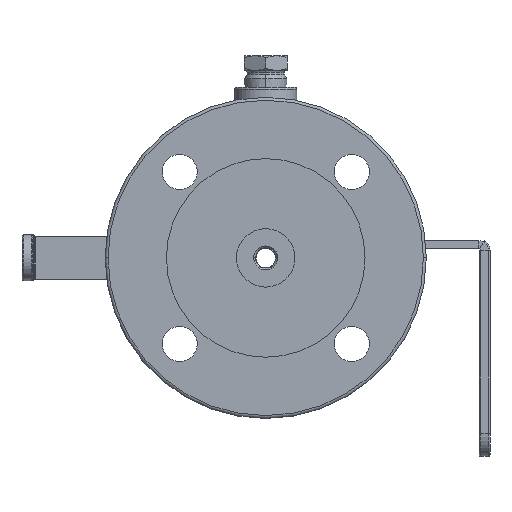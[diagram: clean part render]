
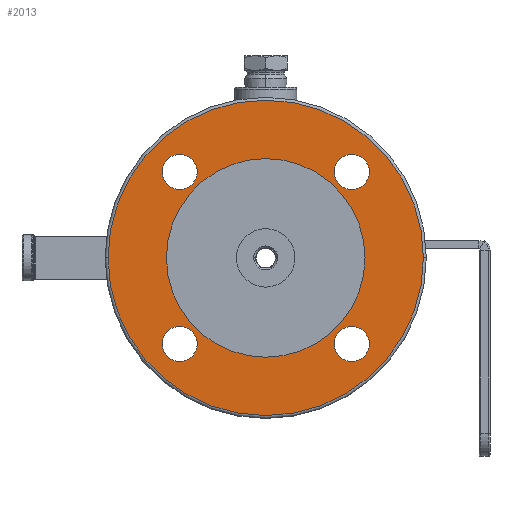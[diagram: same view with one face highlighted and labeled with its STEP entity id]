
A CAD part, left-side view. The second image highlights one B-rep face of the part: STEP entity #2013.
In plain terms, the highlighted planar face has unit normal (-1, 0, 0).
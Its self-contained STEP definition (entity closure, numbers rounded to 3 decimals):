
#435=CARTESIAN_POINT('',(-188.,0.,0.));
#436=DIRECTION('',(-1.,0.,0.));
#437=DIRECTION('',(0.,-1.,0.));
#438=AXIS2_PLACEMENT_3D('',#435,#436,#437);
#440=CARTESIAN_POINT('',(-188.,0.,0.));
#441=DIRECTION('',(-1.,0.,0.));
#442=DIRECTION('',(0.,1.,0.));
#443=AXIS2_PLACEMENT_3D('',#440,#441,#442);
#445=CARTESIAN_POINT('',(-188.,44.194,-44.194));
#446=DIRECTION('',(1.,0.,0.));
#447=DIRECTION('',(0.,1.,0.));
#448=AXIS2_PLACEMENT_3D('',#445,#446,#447);
#450=CARTESIAN_POINT('',(-188.,44.194,-44.194));
#451=DIRECTION('',(1.,0.,0.));
#452=DIRECTION('',(0.,-1.,0.));
#453=AXIS2_PLACEMENT_3D('',#450,#451,#452);
#455=CARTESIAN_POINT('',(-188.,44.194,44.194));
#456=DIRECTION('',(1.,0.,0.));
#457=DIRECTION('',(0.,0.,1.));
#458=AXIS2_PLACEMENT_3D('',#455,#456,#457);
#460=CARTESIAN_POINT('',(-188.,44.194,44.194));
#461=DIRECTION('',(1.,0.,0.));
#462=DIRECTION('',(0.,0.,-1.));
#463=AXIS2_PLACEMENT_3D('',#460,#461,#462);
#465=CARTESIAN_POINT('',(-188.,-44.194,44.194));
#466=DIRECTION('',(1.,0.,0.));
#467=DIRECTION('',(0.,-1.,0.));
#468=AXIS2_PLACEMENT_3D('',#465,#466,#467);
#470=CARTESIAN_POINT('',(-188.,-44.194,44.194));
#471=DIRECTION('',(1.,0.,0.));
#472=DIRECTION('',(0.,1.,0.));
#473=AXIS2_PLACEMENT_3D('',#470,#471,#472);
#475=CARTESIAN_POINT('',(-188.,-44.194,-44.194));
#476=DIRECTION('',(1.,0.,0.));
#477=DIRECTION('',(0.,0.,-1.));
#478=AXIS2_PLACEMENT_3D('',#475,#476,#477);
#480=CARTESIAN_POINT('',(-188.,-44.194,-44.194));
#481=DIRECTION('',(1.,0.,0.));
#482=DIRECTION('',(0.,0.,1.));
#483=AXIS2_PLACEMENT_3D('',#480,#481,#482);
#485=CARTESIAN_POINT('',(-188.,0.,0.));
#486=DIRECTION('',(-1.,0.,0.));
#487=DIRECTION('',(0.,1.,0.));
#488=AXIS2_PLACEMENT_3D('',#485,#486,#487);
#490=CARTESIAN_POINT('',(-188.,0.,0.));
#491=DIRECTION('',(-1.,0.,0.));
#492=DIRECTION('',(0.,-1.,0.));
#493=AXIS2_PLACEMENT_3D('',#490,#491,#492);
#1241=CARTESIAN_POINT('',(-188.,-51.,0.));
#1242=CARTESIAN_POINT('',(-188.,51.,0.));
#1243=VERTEX_POINT('',#1241);
#1244=VERTEX_POINT('',#1242);
#1257=CARTESIAN_POINT('',(-188.,53.194,-44.194));
#1259=VERTEX_POINT('',#1257);
#1261=CARTESIAN_POINT('',(-188.,35.194,-44.194));
#1263=VERTEX_POINT('',#1261);
#1265=CARTESIAN_POINT('',(-188.,44.194,53.194));
#1267=VERTEX_POINT('',#1265);
#1269=CARTESIAN_POINT('',(-188.,44.194,35.194));
#1271=VERTEX_POINT('',#1269);
#1273=CARTESIAN_POINT('',(-188.,-53.194,44.194));
#1275=VERTEX_POINT('',#1273);
#1277=CARTESIAN_POINT('',(-188.,-35.194,44.194));
#1279=VERTEX_POINT('',#1277);
#1281=CARTESIAN_POINT('',(-188.,-44.194,-53.194));
#1283=VERTEX_POINT('',#1281);
#1285=CARTESIAN_POINT('',(-188.,-44.194,-35.194));
#1287=VERTEX_POINT('',#1285);
#1297=CARTESIAN_POINT('',(-188.,81.,0.));
#1298=CARTESIAN_POINT('',(-188.,-81.,0.));
#1299=VERTEX_POINT('',#1297);
#1300=VERTEX_POINT('',#1298);
#1972=CARTESIAN_POINT('',(-188.,0.,0.));
#1973=DIRECTION('',(1.,0.,0.));
#1974=DIRECTION('',(0.,1.,0.));
#1975=AXIS2_PLACEMENT_3D('',#1972,#1973,#1974);
#1976=PLANE('',#1975);
#1978=ORIENTED_EDGE('',*,*,#1977,.F.);
#1980=ORIENTED_EDGE('',*,*,#1979,.F.);
#1981=EDGE_LOOP('',(#1978,#1980));
#1982=FACE_OUTER_BOUND('',#1981,.F.);
#1984=ORIENTED_EDGE('',*,*,#1983,.F.);
#1986=ORIENTED_EDGE('',*,*,#1985,.F.);
#1987=EDGE_LOOP('',(#1984,#1986));
#1988=FACE_BOUND('',#1987,.F.);
#1990=ORIENTED_EDGE('',*,*,#1989,.F.);
#1992=ORIENTED_EDGE('',*,*,#1991,.F.);
#1993=EDGE_LOOP('',(#1990,#1992));
#1994=FACE_BOUND('',#1993,.F.);
#1996=ORIENTED_EDGE('',*,*,#1995,.F.);
#1998=ORIENTED_EDGE('',*,*,#1997,.F.);
#1999=EDGE_LOOP('',(#1996,#1998));
#2000=FACE_BOUND('',#1999,.F.);
#2002=ORIENTED_EDGE('',*,*,#2001,.F.);
#2004=ORIENTED_EDGE('',*,*,#2003,.F.);
#2005=EDGE_LOOP('',(#2002,#2004));
#2006=FACE_BOUND('',#2005,.F.);
#2008=ORIENTED_EDGE('',*,*,#2007,.T.);
#2010=ORIENTED_EDGE('',*,*,#2009,.T.);
#2011=EDGE_LOOP('',(#2008,#2010));
#2012=FACE_BOUND('',#2011,.F.);
#2013=ADVANCED_FACE('',(#1982,#1988,#1994,#2000,#2006,#2012),#1976,.F.);
#439=CIRCLE('',#438,51.);
#444=CIRCLE('',#443,51.);
#449=CIRCLE('',#448,9.);
#454=CIRCLE('',#453,9.);
#459=CIRCLE('',#458,9.);
#464=CIRCLE('',#463,9.);
#469=CIRCLE('',#468,9.);
#474=CIRCLE('',#473,9.);
#479=CIRCLE('',#478,9.);
#484=CIRCLE('',#483,9.);
#489=CIRCLE('',#488,81.);
#494=CIRCLE('',#493,81.);
#1977=EDGE_CURVE('',#1299,#1300,#489,.T.);
#1979=EDGE_CURVE('',#1300,#1299,#494,.T.);
#1983=EDGE_CURVE('',#1259,#1263,#449,.T.);
#1985=EDGE_CURVE('',#1263,#1259,#454,.T.);
#1989=EDGE_CURVE('',#1267,#1271,#459,.T.);
#1991=EDGE_CURVE('',#1271,#1267,#464,.T.);
#1995=EDGE_CURVE('',#1275,#1279,#469,.T.);
#1997=EDGE_CURVE('',#1279,#1275,#474,.T.);
#2001=EDGE_CURVE('',#1283,#1287,#479,.T.);
#2003=EDGE_CURVE('',#1287,#1283,#484,.T.);
#2007=EDGE_CURVE('',#1243,#1244,#439,.T.);
#2009=EDGE_CURVE('',#1244,#1243,#444,.T.);
